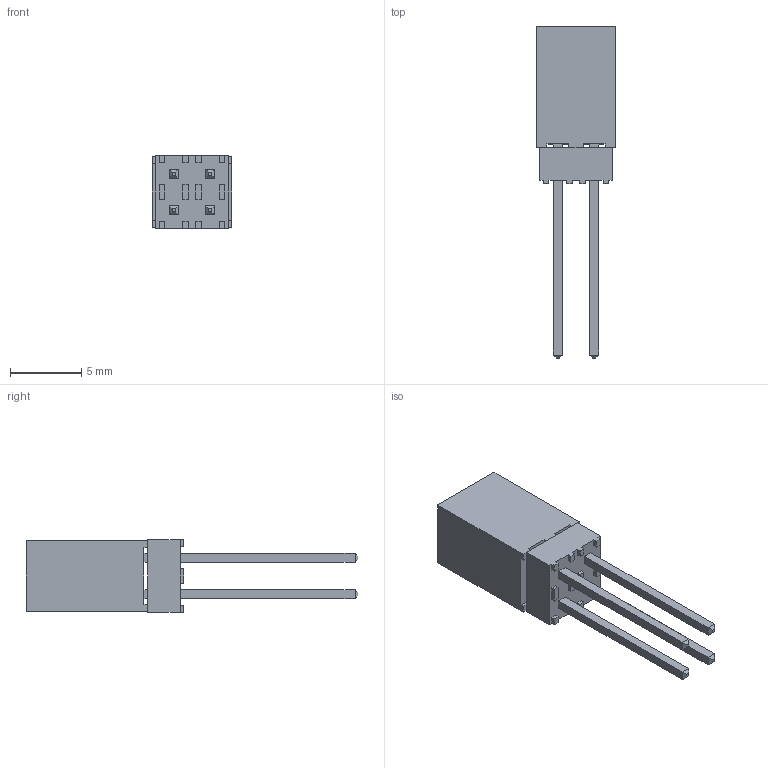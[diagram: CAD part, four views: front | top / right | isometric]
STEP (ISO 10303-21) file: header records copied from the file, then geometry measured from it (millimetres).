
FILE_DESCRIPTION(('STEP AP242'),'1');
FILE_NAME('esq-102-14-l-d.stp','2025-01-07T19:05:35',('TraceParts'),('TraceParts S.A.'),'Spatial InterOp 3D',' ',' ');
FILE_SCHEMA(('AP242_MANAGED_MODEL_BASED_3D_ENGINEERING_MIM_LF {1 0 10303 442 1 1 4}'));
Length unit declared in the file: millimetre
Products named in the file (1): esq-102-14-l-d
Bounding box: 5.59 x 23.24 x 5.08 mm (x, y, z)
Volume: 287 mm3; surface area: 596 mm2
Topology: 1 solids, 1 shells, 222 faces, 612 edges, 400 vertices
Faces by surface type: plane 210, cylinder 12
Entity records: 8736 total; most frequent: CARTESIAN_POINT 1235, ORIENTED_EDGE 1224, DIRECTION 1082, EDGE_CURVE 612, LINE 588, VECTOR 588, VERTEX_POINT 400, EDGE_LOOP 248
